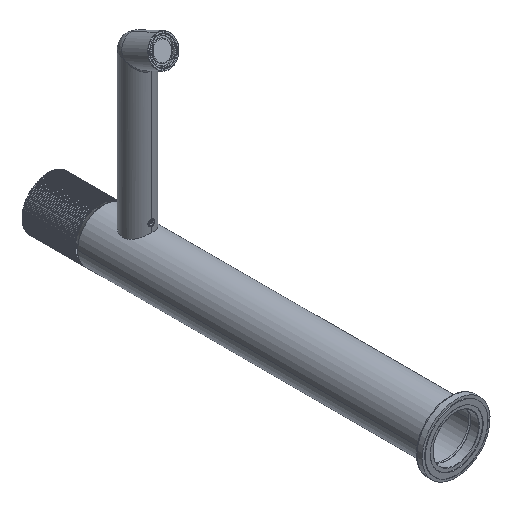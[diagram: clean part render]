
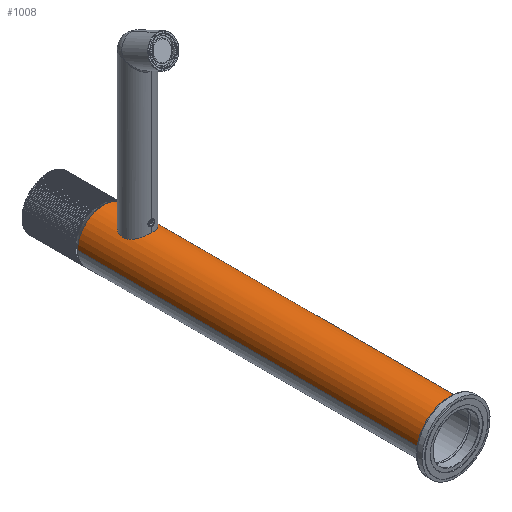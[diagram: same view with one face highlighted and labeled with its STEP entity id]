
A CAD part, isometric view. The second image highlights one B-rep face of the part: STEP entity #1008.
In plain terms, the highlighted cylindrical face has radius 20 mm (diameter 40 mm), a partial arc.
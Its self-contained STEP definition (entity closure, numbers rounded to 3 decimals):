
#74=CARTESIAN_POINT('',(0.,5.,0.));
#75=DIRECTION('',(0.,1.,0.));
#76=DIRECTION('',(-1.,0.,0.));
#77=AXIS2_PLACEMENT_3D('',#74,#75,#76);
#89=DIRECTION('',(0.,1.,0.));
#90=VECTOR('',#89,264.8);
#91=CARTESIAN_POINT('',(20.,5.,0.));
#92=LINE('',#91,#90);
#93=DIRECTION('',(0.,1.,0.));
#94=VECTOR('',#93,264.8);
#95=CARTESIAN_POINT('',(-20.,5.,0.));
#96=LINE('',#95,#94);
#97=CARTESIAN_POINT('',(0.,237.,20.));
#98=CARTESIAN_POINT('',(0.53,237.,20.));
#99=CARTESIAN_POINT('',(1.574,237.117,19.959));
#100=CARTESIAN_POINT('',(3.125,237.664,19.774));
#101=CARTESIAN_POINT('',(4.529,238.572,19.496));
#102=CARTESIAN_POINT('',(5.749,239.871,19.167));
#103=CARTESIAN_POINT('',(6.601,241.459,18.883));
#104=CARTESIAN_POINT('',(7.016,243.129,18.729));
#105=CARTESIAN_POINT('',(7.016,244.846,18.729));
#106=CARTESIAN_POINT('',(6.623,246.467,18.875));
#107=CARTESIAN_POINT('',(5.831,248.,19.14));
#108=CARTESIAN_POINT('',(4.689,249.292,19.458));
#109=CARTESIAN_POINT('',(3.26,250.275,19.753));
#110=CARTESIAN_POINT('',(1.639,250.874,19.955));
#111=CARTESIAN_POINT('',(0.553,251.,20.));
#112=CARTESIAN_POINT('',(0.,251.,20.));
#114=CARTESIAN_POINT('',(0.,251.,20.));
#115=CARTESIAN_POINT('',(-0.537,251.,20.));
#116=CARTESIAN_POINT('',(-1.592,250.88,19.958));
#117=CARTESIAN_POINT('',(-3.149,250.325,19.77));
#118=CARTESIAN_POINT('',(-4.553,249.408,19.49));
#119=CARTESIAN_POINT('',(-5.754,248.118,19.165));
#120=CARTESIAN_POINT('',(-6.601,246.54,18.883));
#121=CARTESIAN_POINT('',(-7.016,244.868,18.729));
#122=CARTESIAN_POINT('',(-7.016,243.146,18.729));
#123=CARTESIAN_POINT('',(-6.619,241.522,18.876));
#124=CARTESIAN_POINT('',(-5.822,239.987,19.143));
#125=CARTESIAN_POINT('',(-4.676,238.697,19.461));
#126=CARTESIAN_POINT('',(-3.247,237.718,19.756));
#127=CARTESIAN_POINT('',(-1.626,237.123,19.956));
#128=CARTESIAN_POINT('',(-0.547,237.,20.));
#129=CARTESIAN_POINT('',(0.,237.,20.));
#131=CARTESIAN_POINT('',(0.,269.8,0.));
#132=DIRECTION('',(0.,-1.,0.));
#133=DIRECTION('',(1.,0.,0.));
#134=AXIS2_PLACEMENT_3D('',#131,#132,#133);
#789=CARTESIAN_POINT('',(20.,269.8,0.));
#790=CARTESIAN_POINT('',(-20.,269.8,0.));
#791=VERTEX_POINT('',#789);
#792=VERTEX_POINT('',#790);
#793=CARTESIAN_POINT('',(-20.,5.,0.));
#794=CARTESIAN_POINT('',(20.,5.,0.));
#795=VERTEX_POINT('',#793);
#796=VERTEX_POINT('',#794);
#797=VERTEX_POINT('',#97);
#798=VERTEX_POINT('',#112);
#990=CARTESIAN_POINT('',(0.,270.,0.));
#991=DIRECTION('',(0.,-1.,0.));
#992=DIRECTION('',(-1.,0.,0.));
#993=AXIS2_PLACEMENT_3D('',#990,#991,#992);
#994=CYLINDRICAL_SURFACE('',#993,20.);
#995=ORIENTED_EDGE('',*,*,#966,.F.);
#996=ORIENTED_EDGE('',*,*,#985,.T.);
#998=ORIENTED_EDGE('',*,*,#997,.F.);
#999=ORIENTED_EDGE('',*,*,#981,.F.);
#1000=EDGE_LOOP('',(#995,#996,#998,#999));
#1001=FACE_OUTER_BOUND('',#1000,.F.);
#1003=ORIENTED_EDGE('',*,*,#1002,.T.);
#1005=ORIENTED_EDGE('',*,*,#1004,.T.);
#1006=EDGE_LOOP('',(#1003,#1005));
#1007=FACE_BOUND('',#1006,.F.);
#1008=ADVANCED_FACE('',(#1001,#1007),#994,.T.);
#78=CIRCLE('',#77,20.);
#113=B_SPLINE_CURVE_WITH_KNOTS('',3,(#97,#98,#99,#100,#101,#102,#103,#104,#105,
#106,#107,#108,#109,#110,#111,#112),.UNSPECIFIED.,.F.,.F.,(4,1,1,1,1,1,1,1,1,1,
1,1,1,4),(0.,0.077,0.154,0.231,
0.308,0.385,0.462,0.538,
0.615,0.692,0.769,0.846,
0.923,1.),.UNSPECIFIED.);
#130=B_SPLINE_CURVE_WITH_KNOTS('',3,(#114,#115,#116,#117,#118,#119,#120,#121,
#122,#123,#124,#125,#126,#127,#128,#129),.UNSPECIFIED.,.F.,.F.,(4,1,1,1,1,1,1,1,
1,1,1,1,1,4),(0.,0.077,0.154,0.231,
0.308,0.385,0.462,0.538,
0.615,0.692,0.769,0.846,
0.923,1.),.UNSPECIFIED.);
#135=CIRCLE('',#134,20.);
#966=EDGE_CURVE('',#795,#796,#78,.T.);
#981=EDGE_CURVE('',#796,#791,#92,.T.);
#985=EDGE_CURVE('',#795,#792,#96,.T.);
#997=EDGE_CURVE('',#791,#792,#135,.T.);
#1002=EDGE_CURVE('',#797,#798,#113,.T.);
#1004=EDGE_CURVE('',#798,#797,#130,.T.);
